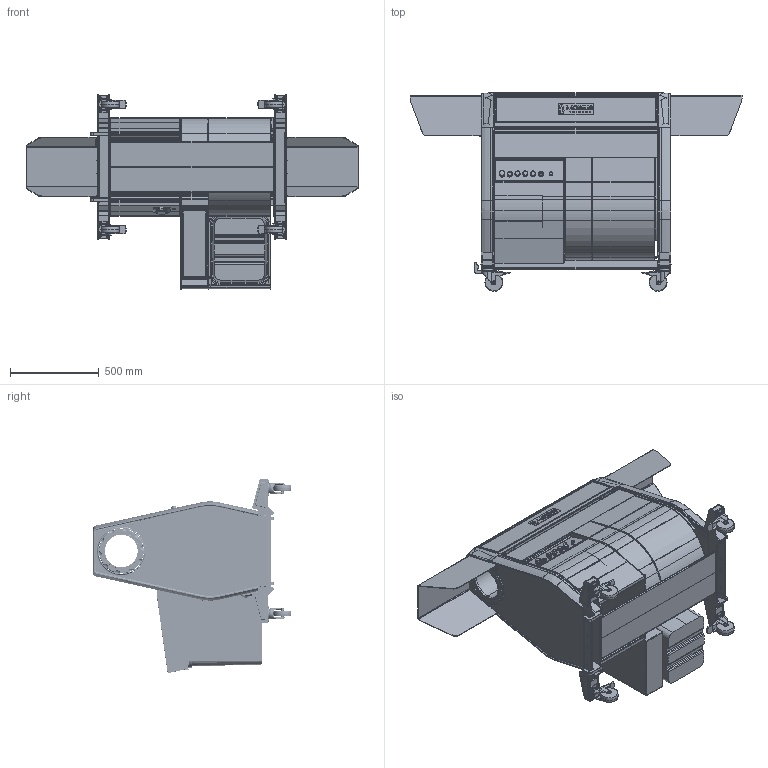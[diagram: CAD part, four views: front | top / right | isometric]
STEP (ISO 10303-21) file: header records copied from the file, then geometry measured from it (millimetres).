
FILE_DESCRIPTION (( 'STEP AP214' ), '1' );
FILE_NAME ('Mobius M108 - 3D Model (with Covers - STEP_20181031).STEP', '2018-10-31T17:19:12', ( '' ), ( '' ), 'SwSTEP 2.0', 'SolidWorks 2017', '' );
FILE_SCHEMA (( 'AUTOMOTIVE_DESIGN' ));
Length unit declared in the file: inch
Products named in the file (1): Mobius M108  - 3D Model (with Covers - STEP_20181031)
Bounding box: 1871.98 x 1120.75 x 1094.98 mm (x, y, z)
Volume: 83710351.1 mm3; surface area: 18058225.9 mm2
Topology: 266 solids, 266 shells, 7024 faces, 17449 edges, 11068 vertices
Faces by surface type: plane 3135, cylinder 2083, torus 579, bspline 563, cone 509, sphere 155
Entity records: 281764 total; most frequent: CARTESIAN_POINT 84064, ORIENTED_EDGE 34854, DIRECTION 34648, EDGE_CURVE 17427, AXIS2_PLACEMENT_3D 12805, VERTEX_POINT 11068, VECTOR 9038, LINE 9038
